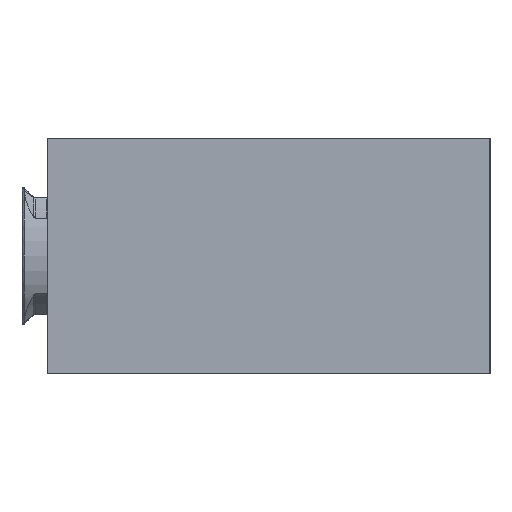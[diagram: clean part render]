
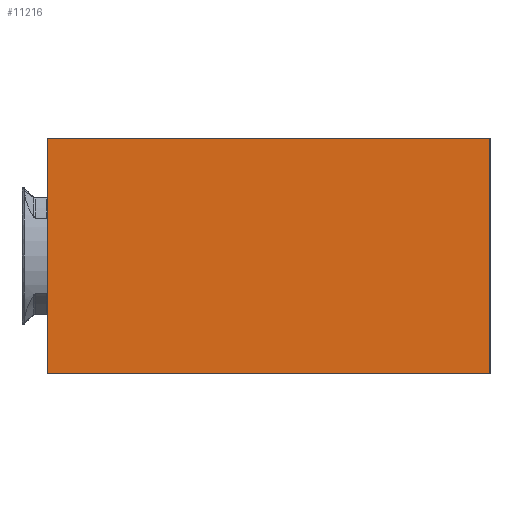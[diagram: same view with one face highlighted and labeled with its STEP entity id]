
A CAD part, left-side view. The second image highlights one B-rep face of the part: STEP entity #11216.
In plain terms, the highlighted planar face has unit normal (-1, 0, 0).
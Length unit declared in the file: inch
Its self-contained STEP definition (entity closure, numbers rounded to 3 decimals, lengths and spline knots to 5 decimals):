
#225 = LINE ( 'NONE', #10034, #13237 ) ;
#665 = DIRECTION ( 'NONE',  ( 0., -1., 0. ) ) ;
#922 = ORIENTED_EDGE ( 'NONE', *, *, #5847, .F. ) ;
#1205 = DIRECTION ( 'NONE',  ( 0., 0., -1. ) ) ;
#3189 = CARTESIAN_POINT ( 'NONE',  ( -3., 1.875, 0.5 ) ) ;
#3456 = VECTOR ( 'NONE', #16207, 39.37008 ) ;
#3530 = LINE ( 'NONE', #15780, #9869 ) ;
#4404 = CARTESIAN_POINT ( 'NONE',  ( -3., 0., 0.5 ) ) ;
#5623 = DIRECTION ( 'NONE',  ( 0., 0., -1. ) ) ;
#5827 = VECTOR ( 'NONE', #5623, 39.37008 ) ;
#5836 = DIRECTION ( 'NONE',  ( 1., 0., 0. ) ) ;
#5847 = EDGE_CURVE ( 'NONE', #8788, #6208, #15905, .T. ) ;
#6208 = VERTEX_POINT ( 'NONE', #12958 ) ;
#7460 = EDGE_CURVE ( 'NONE', #13522, #8788, #9005, .T. ) ;
#7969 = AXIS2_PLACEMENT_3D ( 'NONE', #3189, #5836, #14684 ) ;
#8788 = VERTEX_POINT ( 'NONE', #14520 ) ;
#9005 = LINE ( 'NONE', #16256, #3456 ) ;
#9494 = FACE_OUTER_BOUND ( 'NONE', #10167, .T. ) ;
#9869 = VECTOR ( 'NONE', #665, 39.37008 ) ;
#10034 = CARTESIAN_POINT ( 'NONE',  ( -3., 1.875, 0.5 ) ) ;
#10167 = EDGE_LOOP ( 'NONE', ( #12929, #922, #14712, #16124 ) ) ;
#11216 = ADVANCED_FACE ( 'NONE', ( #9494 ), #13417, .F. ) ;
#11492 = CARTESIAN_POINT ( 'NONE',  ( -3., 1.875, -0.5 ) ) ;
#12018 = EDGE_CURVE ( 'NONE', #13522, #12776, #225, .T. ) ;
#12776 = VERTEX_POINT ( 'NONE', #11492 ) ;
#12929 = ORIENTED_EDGE ( 'NONE', *, *, #13386, .T. ) ;
#12958 = CARTESIAN_POINT ( 'NONE',  ( -3., 0., -0.5 ) ) ;
#13237 = VECTOR ( 'NONE', #1205, 39.37008 ) ;
#13386 = EDGE_CURVE ( 'NONE', #12776, #6208, #3530, .T. ) ;
#13417 = PLANE ( 'NONE',  #7969 ) ;
#13522 = VERTEX_POINT ( 'NONE', #16219 ) ;
#14520 = CARTESIAN_POINT ( 'NONE',  ( -3., 0., 0.5 ) ) ;
#14684 = DIRECTION ( 'NONE',  ( 0., 1., 0. ) ) ;
#14712 = ORIENTED_EDGE ( 'NONE', *, *, #7460, .F. ) ;
#15780 = CARTESIAN_POINT ( 'NONE',  ( -3., 1.875, -0.5 ) ) ;
#15905 = LINE ( 'NONE', #4404, #5827 ) ;
#16124 = ORIENTED_EDGE ( 'NONE', *, *, #12018, .T. ) ;
#16207 = DIRECTION ( 'NONE',  ( 0., -1., 0. ) ) ;
#16219 = CARTESIAN_POINT ( 'NONE',  ( -3., 1.875, 0.5 ) ) ;
#16256 = CARTESIAN_POINT ( 'NONE',  ( -3., 1.875, 0.5 ) ) ;
